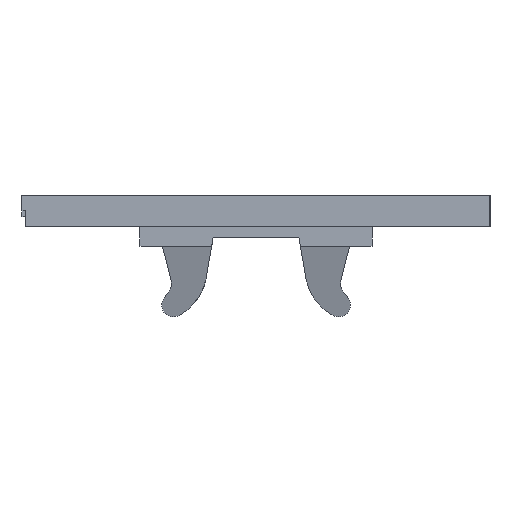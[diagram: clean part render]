
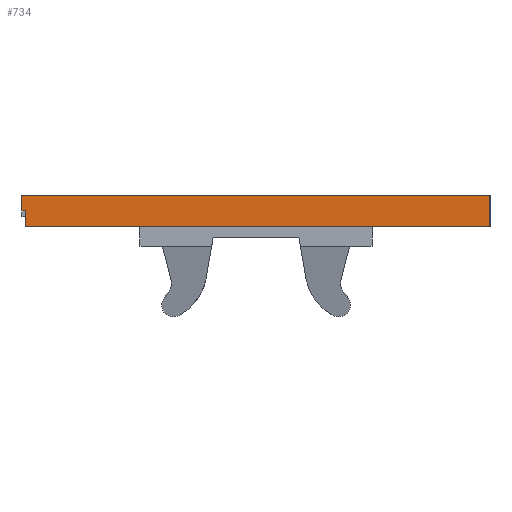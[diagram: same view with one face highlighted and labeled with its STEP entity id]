
A CAD part, left-side view. The second image highlights one B-rep face of the part: STEP entity #734.
In plain terms, the highlighted planar face has unit normal (-1, 0, 0).
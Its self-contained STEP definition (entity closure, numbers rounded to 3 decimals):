
#330=FACE_OUTER_BOUND('',#1611,.T.);
#734=ADVANCED_FACE('',(#330),#1156,.T.);
#1156=PLANE('',#8235);
#1611=EDGE_LOOP('',(#2193,#2194,#2195,#2196,#2197,#2198));
#2193=ORIENTED_EDGE('',*,*,#5203,.T.);
#2194=ORIENTED_EDGE('',*,*,#5202,.T.);
#2195=ORIENTED_EDGE('',*,*,#5204,.F.);
#2196=ORIENTED_EDGE('',*,*,#5192,.T.);
#2197=ORIENTED_EDGE('',*,*,#5205,.F.);
#2198=ORIENTED_EDGE('',*,*,#5198,.T.);
#4446=VERTEX_POINT('',#10960);
#4448=VERTEX_POINT('',#10964);
#4453=VERTEX_POINT('',#10976);
#4454=VERTEX_POINT('',#10978);
#4455=VERTEX_POINT('',#10982);
#4456=VERTEX_POINT('',#10984);
#5192=EDGE_CURVE('',#4446,#4448,#6328,.T.);
#5198=EDGE_CURVE('',#4454,#4453,#6334,.T.);
#5202=EDGE_CURVE('',#4455,#4456,#6338,.T.);
#5203=EDGE_CURVE('',#4453,#4455,#6339,.T.);
#5204=EDGE_CURVE('',#4446,#4456,#6340,.T.);
#5205=EDGE_CURVE('',#4454,#4448,#6341,.T.);
#6328=LINE('',#10965,#7324);
#6334=LINE('',#10977,#7330);
#6338=LINE('',#10985,#7334);
#6339=LINE('',#10987,#7335);
#6340=LINE('',#10989,#7336);
#6341=LINE('',#10990,#7337);
#7324=VECTOR('',#8853,1.);
#7330=VECTOR('',#8861,1.);
#7334=VECTOR('',#8867,1.);
#7335=VECTOR('',#8870,1.);
#7336=VECTOR('',#8873,1.);
#7337=VECTOR('',#8874,1.);
#8235=AXIS2_PLACEMENT_3D('',#10991,#8875,#8876);
#8853=DIRECTION('',(0.,-1.,0.));
#8861=DIRECTION('',(0.,-1.,0.));
#8867=DIRECTION('',(0.,1.,0.));
#8870=DIRECTION('',(0.,0.,1.));
#8873=DIRECTION('',(0.,0.,1.));
#8874=DIRECTION('',(0.,0.,1.));
#8875=DIRECTION('',(-1.,0.,0.));
#8876=DIRECTION('',(0.,0.,1.));
#10960=CARTESIAN_POINT('',(0.,0.,-0.4));
#10964=CARTESIAN_POINT('',(0.,-0.1,-0.4));
#10965=CARTESIAN_POINT('',(0.,-5.95,-0.4));
#10976=CARTESIAN_POINT('',(0.,-11.9,-0.8));
#10977=CARTESIAN_POINT('',(0.,-6.,-0.8));
#10978=CARTESIAN_POINT('',(0.,-0.1,-0.8));
#10982=CARTESIAN_POINT('',(0.,-11.9,0.));
#10984=CARTESIAN_POINT('',(0.,0.,0.));
#10985=CARTESIAN_POINT('',(0.,-5.95,0.));
#10987=CARTESIAN_POINT('',(0.,-11.9,-0.4));
#10989=CARTESIAN_POINT('',(0.,0.,-0.4));
#10990=CARTESIAN_POINT('',(0.,-0.1,-0.8));
#10991=CARTESIAN_POINT('',(0.,-5.95,-0.4));
